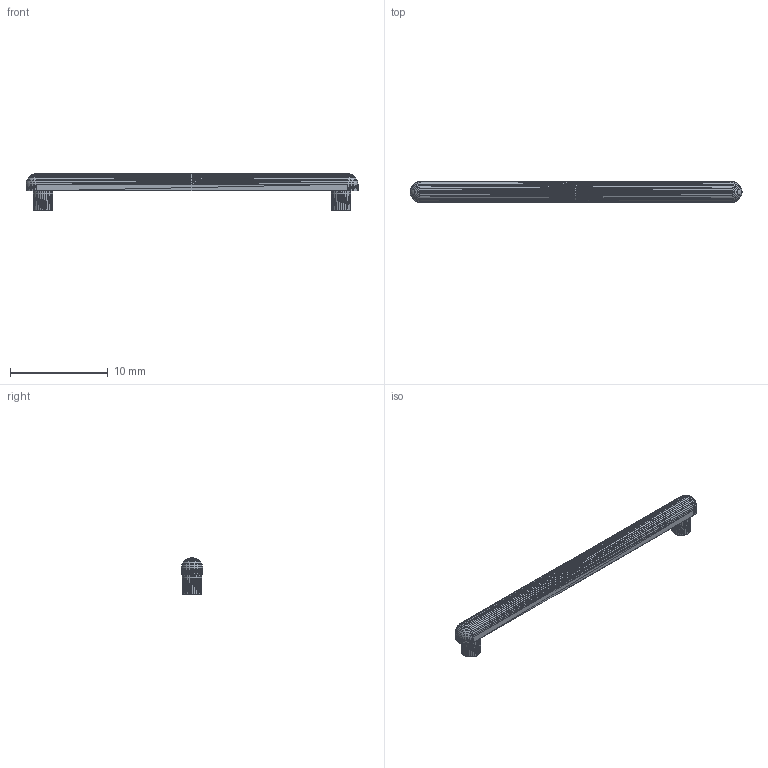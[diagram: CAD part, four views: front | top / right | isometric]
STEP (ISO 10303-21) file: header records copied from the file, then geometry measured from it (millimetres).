
FILE_DESCRIPTION(('FreeCAD Model'),'2;1');
FILE_NAME('Open CASCADE Shape Model','2021-11-10T16:31:50',('Author'),( ''),'Open CASCADE STEP processor 7.5','FreeCAD','Unknown');
FILE_SCHEMA(('AUTOMOTIVE_DESIGN { 1 0 10303 214 1 1 1 1 }'));
Products named in the file (1): fret12001
Bounding box: 34 x 2.2 x 3.78 mm (x, y, z)
Surface area: 302.4 mm2 (no closed solid volume)
Topology: 0 solids, 1 shells, 1556 faces, 2357 edges, 749 vertices
Faces by surface type: plane 1556
Entity records: 58837 total; most frequent: CARTESIAN_POINT 11705, DIRECTION 7870, LINE 4756, VECTOR 4756, ORIENTED_EDGE 4718, PCURVE 4718, DEFINITIONAL_REPRESENTATION 4718, EDGE_CURVE 2359
